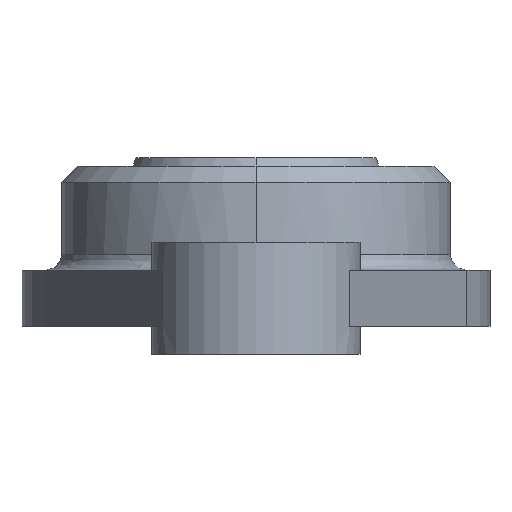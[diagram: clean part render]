
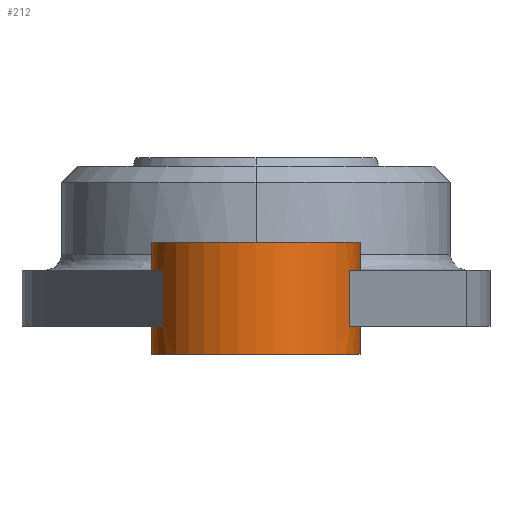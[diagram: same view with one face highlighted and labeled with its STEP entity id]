
A CAD part, left-side view. The second image highlights one B-rep face of the part: STEP entity #212.
In plain terms, the highlighted cylindrical face has radius 13 mm (diameter 26 mm), a partial arc.
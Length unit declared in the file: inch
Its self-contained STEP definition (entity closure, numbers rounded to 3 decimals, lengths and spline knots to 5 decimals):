
#18 = DIRECTION ( 'NONE',  ( 0., 0., -1. ) ) ;
#57 = CIRCLE ( 'NONE', #2985, 0.51181 ) ;
#138 = AXIS2_PLACEMENT_3D ( 'NONE', #1026, #2294, #3101 ) ;
#163 = EDGE_CURVE ( 'NONE', #2305, #1961, #2551, .T. ) ;
#174 = CARTESIAN_POINT ( 'NONE',  ( -1.47638, 0.51181, 0.1378 ) ) ;
#176 = AXIS2_PLACEMENT_3D ( 'NONE', #896, #1960, #402 ) ;
#206 = CARTESIAN_POINT ( 'NONE',  ( -1.69816, 0.46126, 0.1378 ) ) ;
#212 = ADVANCED_FACE ( 'NONE', ( #1047 ), #716, .T. ) ;
#219 = DIRECTION ( 'NONE',  ( 1., 0., 0. ) ) ;
#238 = VECTOR ( 'NONE', #18, 39.37008 ) ;
#245 = CARTESIAN_POINT ( 'NONE',  ( -1.47638, 0., 0.55118 ) ) ;
#248 = CIRCLE ( 'NONE', #2292, 0.51181 ) ;
#276 = VECTOR ( 'NONE', #2853, 39.37008 ) ;
#292 = ORIENTED_EDGE ( 'NONE', *, *, #3208, .T. ) ;
#295 = ORIENTED_EDGE ( 'NONE', *, *, #3182, .T. ) ;
#313 = CARTESIAN_POINT ( 'NONE',  ( -1.69816, -0.46126, 0.1378 ) ) ;
#315 = EDGE_LOOP ( 'NONE', ( #569, #1338, #1389, #2373, #295, #1348, #1737, #2712, #292, #2435, #2143, #1677 ) ) ;
#318 = DIRECTION ( 'NONE',  ( 1., 0., 0. ) ) ;
#402 = DIRECTION ( 'NONE',  ( 1., 0., 0. ) ) ;
#469 = VECTOR ( 'NONE', #1406, 39.37008 ) ;
#569 = ORIENTED_EDGE ( 'NONE', *, *, #902, .F. ) ;
#716 = CYLINDRICAL_SURFACE ( 'NONE', #138, 0.51181 ) ;
#727 = VERTEX_POINT ( 'NONE', #1462 ) ;
#792 = VERTEX_POINT ( 'NONE', #910 ) ;
#793 = VERTEX_POINT ( 'NONE', #174 ) ;
#834 = EDGE_CURVE ( 'NONE', #2221, #2932, #57, .T. ) ;
#858 = CARTESIAN_POINT ( 'NONE',  ( -1.47638, 0., 0.1378 ) ) ;
#896 = CARTESIAN_POINT ( 'NONE',  ( -1.47638, 0., 0.1378 ) ) ;
#902 = EDGE_CURVE ( 'NONE', #792, #793, #2353, .T. ) ;
#910 = CARTESIAN_POINT ( 'NONE',  ( -1.47638, 0.51181, 0. ) ) ;
#951 = CARTESIAN_POINT ( 'NONE',  ( -1.69816, -0.46126, 0.41339 ) ) ;
#1026 = CARTESIAN_POINT ( 'NONE',  ( -1.47638, 0., 0.1378 ) ) ;
#1039 = CARTESIAN_POINT ( 'NONE',  ( -1.47638, -0.51181, 0.1378 ) ) ;
#1047 = FACE_OUTER_BOUND ( 'NONE', #315, .T. ) ;
#1062 = VECTOR ( 'NONE', #2520, 39.37008 ) ;
#1097 = CARTESIAN_POINT ( 'NONE',  ( -1.47638, 0., 0.41339 ) ) ;
#1107 = CARTESIAN_POINT ( 'NONE',  ( -1.47638, -0.51181, 0.55118 ) ) ;
#1136 = DIRECTION ( 'NONE',  ( 1., 0., 0. ) ) ;
#1153 = CIRCLE ( 'NONE', #2573, 0.51181 ) ;
#1267 = EDGE_CURVE ( 'NONE', #727, #1961, #1384, .T. ) ;
#1318 = LINE ( 'NONE', #2414, #469 ) ;
#1338 = ORIENTED_EDGE ( 'NONE', *, *, #2608, .F. ) ;
#1348 = ORIENTED_EDGE ( 'NONE', *, *, #834, .T. ) ;
#1377 = DIRECTION ( 'NONE',  ( 0., 0., 1. ) ) ;
#1384 = CIRCLE ( 'NONE', #3245, 0.51181 ) ;
#1389 = ORIENTED_EDGE ( 'NONE', *, *, #2968, .F. ) ;
#1402 = VERTEX_POINT ( 'NONE', #1107 ) ;
#1406 = DIRECTION ( 'NONE',  ( 0., 0., 1. ) ) ;
#1462 = CARTESIAN_POINT ( 'NONE',  ( -1.47638, 0.51181, 0.41339 ) ) ;
#1668 = EDGE_CURVE ( 'NONE', #1787, #1956, #2678, .T. ) ;
#1677 = ORIENTED_EDGE ( 'NONE', *, *, #3141, .F. ) ;
#1737 = ORIENTED_EDGE ( 'NONE', *, *, #2827, .T. ) ;
#1751 = DIRECTION ( 'NONE',  ( 0., 0., -1. ) ) ;
#1783 = CARTESIAN_POINT ( 'NONE',  ( -1.69816, 0.46126, 0.1378 ) ) ;
#1784 = VERTEX_POINT ( 'NONE', #2933 ) ;
#1787 = VERTEX_POINT ( 'NONE', #313 ) ;
#1846 = LINE ( 'NONE', #2674, #2167 ) ;
#1944 = CARTESIAN_POINT ( 'NONE',  ( -1.47638, -0.51181, 0.1378 ) ) ;
#1949 = VERTEX_POINT ( 'NONE', #3180 ) ;
#1956 = VERTEX_POINT ( 'NONE', #1944 ) ;
#1960 = DIRECTION ( 'NONE',  ( 0., 0., 1. ) ) ;
#1961 = VERTEX_POINT ( 'NONE', #3216 ) ;
#2025 = VECTOR ( 'NONE', #2819, 39.37008 ) ;
#2143 = ORIENTED_EDGE ( 'NONE', *, *, #163, .F. ) ;
#2167 = VECTOR ( 'NONE', #2688, 39.37008 ) ;
#2186 = EDGE_CURVE ( 'NONE', #1402, #1949, #248, .T. ) ;
#2221 = VERTEX_POINT ( 'NONE', #951 ) ;
#2248 = CARTESIAN_POINT ( 'NONE',  ( -1.47638, 0., 0.41339 ) ) ;
#2276 = CARTESIAN_POINT ( 'NONE',  ( -1.47638, 0.51181, 0. ) ) ;
#2292 = AXIS2_PLACEMENT_3D ( 'NONE', #245, #1751, #3092 ) ;
#2294 = DIRECTION ( 'NONE',  ( 0., 0., 1. ) ) ;
#2305 = VERTEX_POINT ( 'NONE', #206 ) ;
#2353 = LINE ( 'NONE', #2276, #1062 ) ;
#2373 = ORIENTED_EDGE ( 'NONE', *, *, #1668, .F. ) ;
#2411 = LINE ( 'NONE', #1039, #276 ) ;
#2414 = CARTESIAN_POINT ( 'NONE',  ( -1.69816, -0.46126, 0.1378 ) ) ;
#2435 = ORIENTED_EDGE ( 'NONE', *, *, #1267, .T. ) ;
#2520 = DIRECTION ( 'NONE',  ( 0., 0., 1. ) ) ;
#2551 = LINE ( 'NONE', #1783, #2025 ) ;
#2573 = AXIS2_PLACEMENT_3D ( 'NONE', #858, #3200, #1136 ) ;
#2588 = CARTESIAN_POINT ( 'NONE',  ( -1.47638, -0.51181, 0. ) ) ;
#2608 = EDGE_CURVE ( 'NONE', #1784, #792, #2891, .T. ) ;
#2674 = CARTESIAN_POINT ( 'NONE',  ( -1.47638, 0.51181, 0.1378 ) ) ;
#2678 = CIRCLE ( 'NONE', #176, 0.51181 ) ;
#2688 = DIRECTION ( 'NONE',  ( 0., 0., -1. ) ) ;
#2712 = ORIENTED_EDGE ( 'NONE', *, *, #2186, .T. ) ;
#2819 = DIRECTION ( 'NONE',  ( 0., 0., 1. ) ) ;
#2827 = EDGE_CURVE ( 'NONE', #2932, #1402, #2411, .T. ) ;
#2853 = DIRECTION ( 'NONE',  ( 0., 0., 1. ) ) ;
#2891 = CIRCLE ( 'NONE', #2939, 0.51181 ) ;
#2932 = VERTEX_POINT ( 'NONE', #3122 ) ;
#2933 = CARTESIAN_POINT ( 'NONE',  ( -1.47638, -0.51181, 0. ) ) ;
#2939 = AXIS2_PLACEMENT_3D ( 'NONE', #2980, #3210, #3234 ) ;
#2968 = EDGE_CURVE ( 'NONE', #1956, #1784, #2986, .T. ) ;
#2980 = CARTESIAN_POINT ( 'NONE',  ( -1.47638, 0., 0. ) ) ;
#2985 = AXIS2_PLACEMENT_3D ( 'NONE', #2248, #3306, #219 ) ;
#2986 = LINE ( 'NONE', #2588, #238 ) ;
#3092 = DIRECTION ( 'NONE',  ( 1., 0., 0. ) ) ;
#3101 = DIRECTION ( 'NONE',  ( 1., 0., 0. ) ) ;
#3122 = CARTESIAN_POINT ( 'NONE',  ( -1.47638, -0.51181, 0.41339 ) ) ;
#3141 = EDGE_CURVE ( 'NONE', #793, #2305, #1153, .T. ) ;
#3180 = CARTESIAN_POINT ( 'NONE',  ( -1.47638, 0.51181, 0.55118 ) ) ;
#3182 = EDGE_CURVE ( 'NONE', #1787, #2221, #1318, .T. ) ;
#3200 = DIRECTION ( 'NONE',  ( 0., 0., 1. ) ) ;
#3208 = EDGE_CURVE ( 'NONE', #1949, #727, #1846, .T. ) ;
#3210 = DIRECTION ( 'NONE',  ( 0., 0., -1. ) ) ;
#3216 = CARTESIAN_POINT ( 'NONE',  ( -1.69816, 0.46126, 0.41339 ) ) ;
#3234 = DIRECTION ( 'NONE',  ( 1., 0., 0. ) ) ;
#3245 = AXIS2_PLACEMENT_3D ( 'NONE', #1097, #1377, #318 ) ;
#3306 = DIRECTION ( 'NONE',  ( 0., 0., 1. ) ) ;
